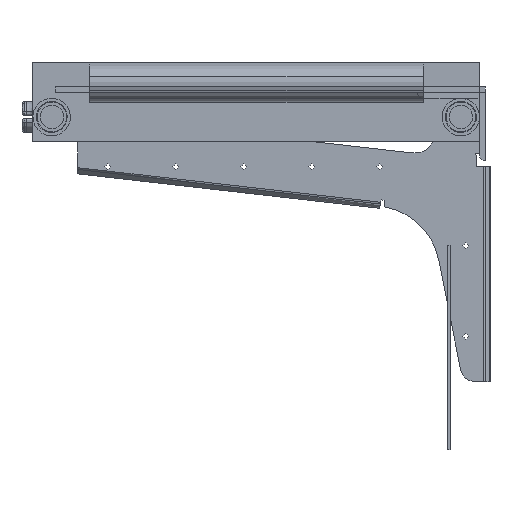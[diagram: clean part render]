
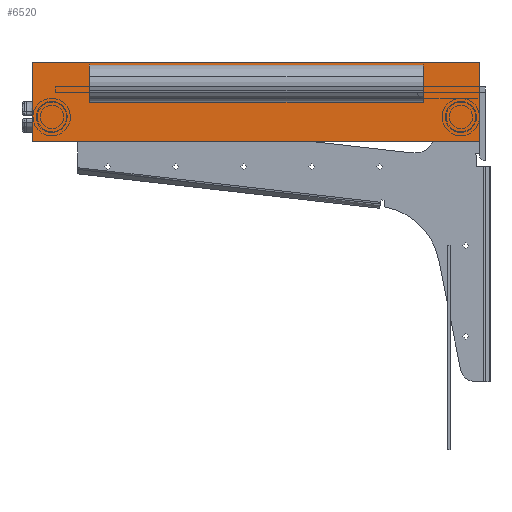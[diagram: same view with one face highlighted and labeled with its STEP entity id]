
A CAD part, left-side view. The second image highlights one B-rep face of the part: STEP entity #6520.
In plain terms, the highlighted planar face has unit normal (-1, 0, 0).
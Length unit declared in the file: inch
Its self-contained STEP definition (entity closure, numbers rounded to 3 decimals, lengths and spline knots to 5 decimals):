
#1380=FACE_OUTER_BOUND('',#1882,.T.);
#1882=EDGE_LOOP('',(#5071,#5072,#5073,#5074));
#2330=LINE('',#13385,#2744);
#2334=LINE('',#13393,#2748);
#2337=LINE('',#13399,#2751);
#2340=LINE('',#13404,#2754);
#2744=VECTOR('',#8792,39.37008);
#2748=VECTOR('',#8798,39.37008);
#2751=VECTOR('',#8803,39.37008);
#2754=VECTOR('',#8808,39.37008);
#3275=VERTEX_POINT('',#13383);
#3276=VERTEX_POINT('',#13384);
#3279=VERTEX_POINT('',#13392);
#3281=VERTEX_POINT('',#13398);
#3934=EDGE_CURVE('',#3275,#3276,#2330,.T.);
#3938=EDGE_CURVE('',#3276,#3279,#2334,.T.);
#3941=EDGE_CURVE('',#3279,#3281,#2337,.T.);
#3944=EDGE_CURVE('',#3281,#3275,#2340,.T.);
#5071=ORIENTED_EDGE('',*,*,#3934,.F.);
#5072=ORIENTED_EDGE('',*,*,#3944,.F.);
#5073=ORIENTED_EDGE('',*,*,#3941,.F.);
#5074=ORIENTED_EDGE('',*,*,#3938,.F.);
#6006=PLANE('',#7627);
#6520=ADVANCED_FACE('',(#1380),#6006,.T.);
#7627=AXIS2_PLACEMENT_3D('',#13407,#8812,#8813);
#8792=DIRECTION('',(0.,-1.,0.));
#8798=DIRECTION('',(0.,0.,-1.));
#8803=DIRECTION('',(0.,1.,0.));
#8808=DIRECTION('',(0.,0.,1.));
#8812=DIRECTION('center_axis',(-1.,0.,0.));
#8813=DIRECTION('ref_axis',(0.,0.,1.));
#13383=CARTESIAN_POINT('',(0.,19.75,0.));
#13384=CARTESIAN_POINT('',(0.,0.,0.));
#13385=CARTESIAN_POINT('',(0.,0.,0.));
#13392=CARTESIAN_POINT('',(0.,0.,-3.5));
#13393=CARTESIAN_POINT('',(0.,0.,0.));
#13398=CARTESIAN_POINT('',(0.,19.75,-3.5));
#13399=CARTESIAN_POINT('',(0.,0.,-3.5));
#13404=CARTESIAN_POINT('',(0.,19.75,0.));
#13407=CARTESIAN_POINT('Origin',(0.,0.,0.));
